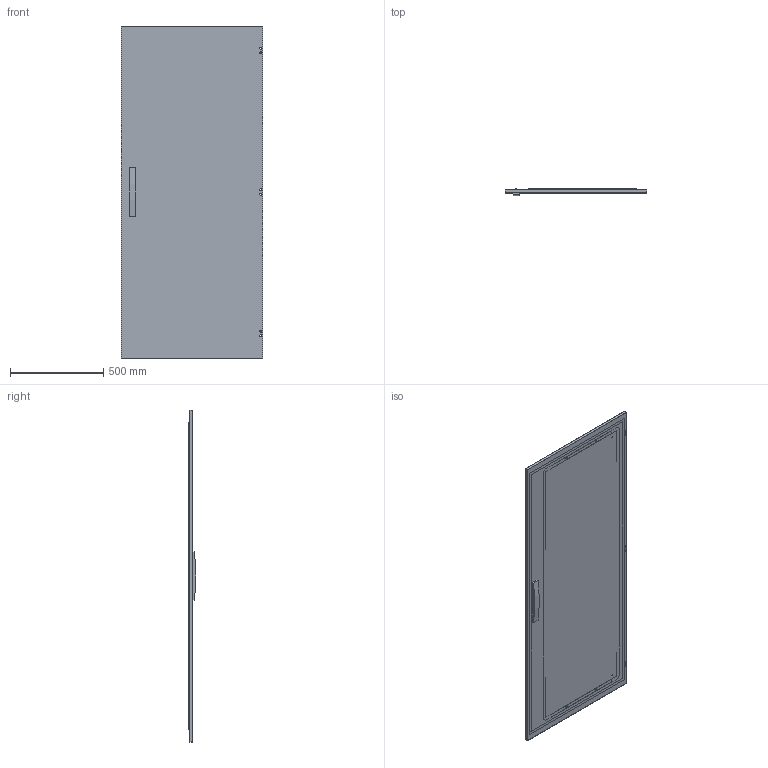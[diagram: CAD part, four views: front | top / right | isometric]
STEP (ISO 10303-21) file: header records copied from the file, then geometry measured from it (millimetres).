
FILE_DESCRIPTION (( 'STEP AP214' ), '1' );
FILE_NAME ('FPK188.STEP', '2025-09-11T09:59:25', ( '' ), ( '' ), 'SwSTEP 2.0', 'SolidWorks 2024', '' );
FILE_SCHEMA (( 'AUTOMOTIVE_DESIGN' ));
Length unit declared in the file: millimetre
Products named in the file (1): FPK188
Bounding box: 759 x 40.34 x 1784 mm (x, y, z)
Volume: 4125501.2 mm3; surface area: 3165270.5 mm2
Topology: 2 solids, 2 shells, 620 faces, 1562 edges, 1074 vertices
Faces by surface type: plane 291, cylinder 227, cone 102
Full cylindrical faces by diameter (mm): 2.5 x2, 4.25 x136, 4.917 x8, 6 x6, 7 x6, 7.2 x2, 9 x16, 11 x6
Entity records: 16750 total; most frequent: CARTESIAN_POINT 3781, DIRECTION 2664, ORIENTED_EDGE 2284, EDGE_CURVE 1142, AXIS2_PLACEMENT_3D 1117, EDGE_LOOP 1040, VERTEX_POINT 874, FACE_OUTER_BOUND 782
